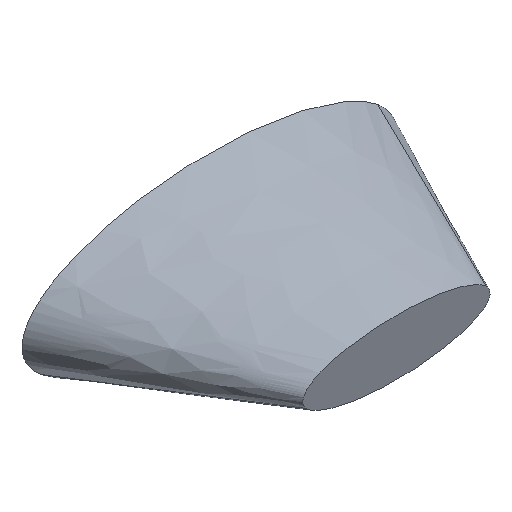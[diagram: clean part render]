
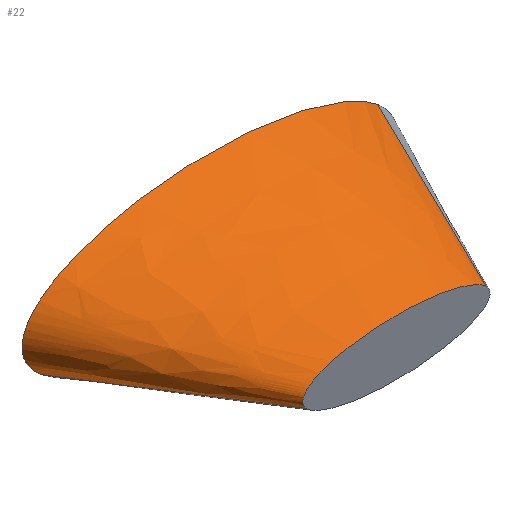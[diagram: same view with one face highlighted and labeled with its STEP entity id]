
A CAD part, isometric view. The second image highlights one B-rep face of the part: STEP entity #22.
In plain terms, the highlighted free-form (B-spline) face has degree [3, 1] with [7, 2] control points.
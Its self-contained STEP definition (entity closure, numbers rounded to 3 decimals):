
#2 = CARTESIAN_POINT ( 'NONE',  ( -9.606, -10., -0.833 ) ) ;
#8 = CARTESIAN_POINT ( 'NONE',  ( -17.983, 10., -3.501 ) ) ;
#11 =( BOUNDED_CURVE ( )  B_SPLINE_CURVE ( 3, ( #2, #72, #58, #162 ),
 .UNSPECIFIED., .F., .F. ) 
 B_SPLINE_CURVE_WITH_KNOTS ( ( 4, 4 ),
 ( 2.86, 6.002 ),
 .UNSPECIFIED. ) 
 CURVE ( )  GEOMETRIC_REPRESENTATION_ITEM ( )  RATIONAL_B_SPLINE_CURVE ( ( 1., 0.333, 0.333, 1. ) ) 
 REPRESENTATION_ITEM ( '' )  );
#15 = CARTESIAN_POINT ( 'NONE',  ( -9.606, -10., -0.833 ) ) ;
#16 = VERTEX_POINT ( 'NONE', #29 ) ;
#20 = CARTESIAN_POINT ( 'NONE',  ( 9.606, -10., 0.833 ) ) ;
#22 = ADVANCED_FACE ( 'NONE', ( #97 ), #121, .T. ) ;
#24 = B_SPLINE_CURVE_WITH_KNOTS ( 'NONE', 1,
 ( #120, #179 ),
 .UNSPECIFIED., .F., .F.,
 ( 2, 2 ),
 ( 0., 1. ),
 .UNSPECIFIED. ) ;
#29 = CARTESIAN_POINT ( 'NONE',  ( -17.983, 10., -3.501 ) ) ;
#40 = CARTESIAN_POINT ( 'NONE',  ( -35.49, 10., 10.885 ) ) ;
#48 = CARTESIAN_POINT ( 'NONE',  ( -9.606, -10., -0.833 ) ) ;
#49 = CARTESIAN_POINT ( 'NONE',  ( 17.983, 10., 3.501 ) ) ;
#50 = CARTESIAN_POINT ( 'NONE',  ( -9.606, -10., -0.833 ) ) ;
#58 = CARTESIAN_POINT ( 'NONE',  ( 4.051, -10., 6.597 ) ) ;
#59 = CARTESIAN_POINT ( 'NONE',  ( -35.49, 10., 10.885 ) ) ;
#60 = CARTESIAN_POINT ( 'NONE',  ( 9.606, -10., 0.833 ) ) ;
#66 = B_SPLINE_CURVE_WITH_KNOTS ( 'NONE', 1,
 ( #50, #163 ),
 .UNSPECIFIED., .F., .F.,
 ( 2, 2 ),
 ( 0., 1. ),
 .UNSPECIFIED. ) ;
#72 = CARTESIAN_POINT ( 'NONE',  ( -15.162, -10., 4.931 ) ) ;
#74 = CARTESIAN_POINT ( 'NONE',  ( 35.49, 10., -10.885 ) ) ;
#84 = EDGE_CURVE ( 'NONE', #16, #191, #158, .T. ) ;
#86 = CARTESIAN_POINT ( 'NONE',  ( -4.051, -10., -6.597 ) ) ;
#97 = FACE_OUTER_BOUND ( 'NONE', #193, .T. ) ;
#98 = EDGE_CURVE ( 'NONE', #174, #191, #24, .T. ) ;
#100 = VERTEX_POINT ( 'NONE', #48 ) ;
#101 = CARTESIAN_POINT ( 'NONE',  ( -17.983, 10., -3.501 ) ) ;
#103 = CARTESIAN_POINT ( 'NONE',  ( 17.983, 10., 3.501 ) ) ;
#114 = ORIENTED_EDGE ( 'NONE', *, *, #135, .T. ) ;
#117 = ORIENTED_EDGE ( 'NONE', *, *, #84, .F. ) ;
#120 = CARTESIAN_POINT ( 'NONE',  ( 9.606, -10., 0.833 ) ) ;
#121 =( BOUNDED_SURFACE ( )  B_SPLINE_SURFACE ( 3, 1, ( 
 ( #15, #127 ),
 ( #151, #40 ),
 ( #149, #131 ),
 ( #20, #49 ),
 ( #164, #74 ),
 ( #86, #176 ),
 ( #180, #8 ) ),
 .UNSPECIFIED., .T., .F., .T. ) 
 B_SPLINE_SURFACE_WITH_KNOTS ( ( 4, 3, 4 ),
 ( 2, 2 ),
 ( 0., 0.5, 1. ),
 ( 0., 1. ),
 .UNSPECIFIED. ) 
 GEOMETRIC_REPRESENTATION_ITEM ( )  RATIONAL_B_SPLINE_SURFACE ( (
 ( 1., 1.),
 ( 0.333, 0.333),
 ( 0.333, 0.333),
 ( 1., 1.),
 ( 0.333, 0.333),
 ( 0.333, 0.333),
 ( 1., 1.) ) ) 
 REPRESENTATION_ITEM ( '' )  SURFACE ( )  );
#123 = CARTESIAN_POINT ( 'NONE',  ( 17.983, 10., 3.501 ) ) ;
#127 = CARTESIAN_POINT ( 'NONE',  ( -17.983, 10., -3.501 ) ) ;
#131 = CARTESIAN_POINT ( 'NONE',  ( 0.475, 10., 17.888 ) ) ;
#135 = EDGE_CURVE ( 'NONE', #100, #174, #11, .T. ) ;
#146 = ORIENTED_EDGE ( 'NONE', *, *, #98, .T. ) ;
#149 = CARTESIAN_POINT ( 'NONE',  ( 4.051, -10., 6.597 ) ) ;
#151 = CARTESIAN_POINT ( 'NONE',  ( -15.162, -10., 4.931 ) ) ;
#158 =( BOUNDED_CURVE ( )  B_SPLINE_CURVE ( 3, ( #101, #59, #177, #123 ),
 .UNSPECIFIED., .F., .T. ) 
 B_SPLINE_CURVE_WITH_KNOTS ( ( 4, 4 ),
 ( 2.689, 5.83 ),
 .UNSPECIFIED. ) 
 CURVE ( )  GEOMETRIC_REPRESENTATION_ITEM ( )  RATIONAL_B_SPLINE_CURVE ( ( 1., 0.333, 0.333, 1. ) ) 
 REPRESENTATION_ITEM ( '' )  );
#162 = CARTESIAN_POINT ( 'NONE',  ( 9.606, -10., 0.833 ) ) ;
#163 = CARTESIAN_POINT ( 'NONE',  ( -17.983, 10., -3.501 ) ) ;
#164 = CARTESIAN_POINT ( 'NONE',  ( 15.162, -10., -4.931 ) ) ;
#173 = ORIENTED_EDGE ( 'NONE', *, *, #188, .F. ) ;
#174 = VERTEX_POINT ( 'NONE', #60 ) ;
#176 = CARTESIAN_POINT ( 'NONE',  ( -0.475, 10., -17.888 ) ) ;
#177 = CARTESIAN_POINT ( 'NONE',  ( 0.475, 10., 17.888 ) ) ;
#179 = CARTESIAN_POINT ( 'NONE',  ( 17.983, 10., 3.501 ) ) ;
#180 = CARTESIAN_POINT ( 'NONE',  ( -9.606, -10., -0.833 ) ) ;
#188 = EDGE_CURVE ( 'NONE', #100, #16, #66, .T. ) ;
#191 = VERTEX_POINT ( 'NONE', #103 ) ;
#193 = EDGE_LOOP ( 'NONE', ( #114, #146, #117, #173 ) ) ;
